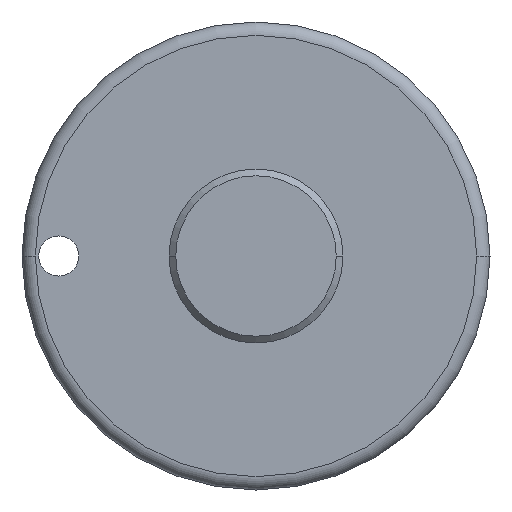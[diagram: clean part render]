
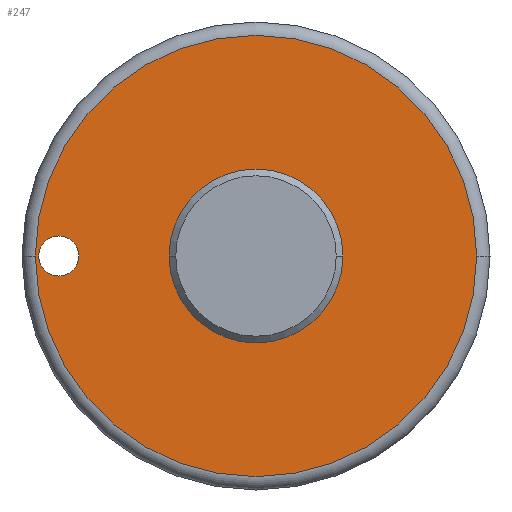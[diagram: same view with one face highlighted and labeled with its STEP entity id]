
A CAD part, left-side view. The second image highlights one B-rep face of the part: STEP entity #247.
In plain terms, the highlighted planar face has unit normal (-1, 0, 0).
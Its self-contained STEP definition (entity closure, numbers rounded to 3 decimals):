
#12 = DIRECTION ( 'NONE',  ( 0., -1., 0. ) ) ;
#16 = AXIS2_PLACEMENT_3D ( 'NONE', #177, #343, #957 ) ;
#97 = FACE_OUTER_BOUND ( 'NONE', #294, .T. ) ;
#118 = DIRECTION ( 'NONE',  ( 1., 0., 0. ) ) ;
#120 = DIRECTION ( 'NONE',  ( -1., 0., 0. ) ) ;
#129 = CARTESIAN_POINT ( 'NONE',  ( -71.681, 0.721, 0. ) ) ;
#136 = VERTEX_POINT ( 'NONE', #1085 ) ;
#166 = AXIS2_PLACEMENT_3D ( 'NONE', #511, #517, #12 ) ;
#177 = CARTESIAN_POINT ( 'NONE',  ( -71.681, 18.221, 0. ) ) ;
#180 = CIRCLE ( 'NONE', #807, 16.5 ) ;
#196 = VERTEX_POINT ( 'NONE', #823 ) ;
#223 = AXIS2_PLACEMENT_3D ( 'NONE', #539, #621, #526 ) ;
#247 = ADVANCED_FACE ( 'NONE', ( #1053, #97, #773 ), #595, .F. ) ;
#263 = EDGE_CURVE ( 'NONE', #196, #136, #946, .T. ) ;
#268 = DIRECTION ( 'NONE',  ( 0., 1., 0. ) ) ;
#280 = AXIS2_PLACEMENT_3D ( 'NONE', #335, #1039, #268 ) ;
#288 = EDGE_CURVE ( 'NONE', #316, #961, #1056, .T. ) ;
#294 = EDGE_LOOP ( 'NONE', ( #941, #630 ) ) ;
#295 = DIRECTION ( 'NONE',  ( 0., 1., 0. ) ) ;
#316 = VERTEX_POINT ( 'NONE', #966 ) ;
#335 = CARTESIAN_POINT ( 'NONE',  ( -71.681, 15.471, 0. ) ) ;
#339 = CARTESIAN_POINT ( 'NONE',  ( -71.681, 0.721, 0. ) ) ;
#343 = DIRECTION ( 'NONE',  ( 1., 0., 0. ) ) ;
#362 = AXIS2_PLACEMENT_3D ( 'NONE', #339, #700, #694 ) ;
#511 = CARTESIAN_POINT ( 'NONE',  ( -71.681, 0.721, 0. ) ) ;
#517 = DIRECTION ( 'NONE',  ( -1., 0., 0. ) ) ;
#526 = DIRECTION ( 'NONE',  ( 0., 1., 0. ) ) ;
#533 = CARTESIAN_POINT ( 'NONE',  ( -71.681, -5.779, 0. ) ) ;
#539 = CARTESIAN_POINT ( 'NONE',  ( -71.681, 0.721, 0. ) ) ;
#545 = CIRCLE ( 'NONE', #223, 16.5 ) ;
#595 = PLANE ( 'NONE',  #16 ) ;
#597 = CARTESIAN_POINT ( 'NONE',  ( -71.681, -15.779, 0. ) ) ;
#604 = VERTEX_POINT ( 'NONE', #910 ) ;
#606 = EDGE_LOOP ( 'NONE', ( #801, #932 ) ) ;
#614 = CIRCLE ( 'NONE', #921, 1.5 ) ;
#621 = DIRECTION ( 'NONE',  ( -1., 0., 0. ) ) ;
#630 = ORIENTED_EDGE ( 'NONE', *, *, #664, .T. ) ;
#664 = EDGE_CURVE ( 'NONE', #1028, #604, #180, .T. ) ;
#694 = DIRECTION ( 'NONE',  ( 0., -1., 0. ) ) ;
#700 = DIRECTION ( 'NONE',  ( -1., 0., 0. ) ) ;
#773 = FACE_BOUND ( 'NONE', #1065, .T. ) ;
#801 = ORIENTED_EDGE ( 'NONE', *, *, #963, .T. ) ;
#807 = AXIS2_PLACEMENT_3D ( 'NONE', #129, #120, #1058 ) ;
#816 = ORIENTED_EDGE ( 'NONE', *, *, #1029, .F. ) ;
#823 = CARTESIAN_POINT ( 'NONE',  ( -71.681, 13.971, 0. ) ) ;
#853 = ORIENTED_EDGE ( 'NONE', *, *, #288, .F. ) ;
#910 = CARTESIAN_POINT ( 'NONE',  ( -71.681, 17.221, 0. ) ) ;
#921 = AXIS2_PLACEMENT_3D ( 'NONE', #1042, #118, #295 ) ;
#932 = ORIENTED_EDGE ( 'NONE', *, *, #263, .T. ) ;
#941 = ORIENTED_EDGE ( 'NONE', *, *, #1011, .T. ) ;
#946 = CIRCLE ( 'NONE', #280, 1.5 ) ;
#957 = DIRECTION ( 'NONE',  ( 0., 1., 0. ) ) ;
#961 = VERTEX_POINT ( 'NONE', #533 ) ;
#963 = EDGE_CURVE ( 'NONE', #136, #196, #614, .T. ) ;
#966 = CARTESIAN_POINT ( 'NONE',  ( -71.681, 7.221, 0. ) ) ;
#968 = CIRCLE ( 'NONE', #362, 6.5 ) ;
#1011 = EDGE_CURVE ( 'NONE', #604, #1028, #545, .T. ) ;
#1028 = VERTEX_POINT ( 'NONE', #597 ) ;
#1029 = EDGE_CURVE ( 'NONE', #961, #316, #968, .T. ) ;
#1039 = DIRECTION ( 'NONE',  ( 1., 0., 0. ) ) ;
#1042 = CARTESIAN_POINT ( 'NONE',  ( -71.681, 15.471, 0. ) ) ;
#1053 = FACE_BOUND ( 'NONE', #606, .T. ) ;
#1056 = CIRCLE ( 'NONE', #166, 6.5 ) ;
#1058 = DIRECTION ( 'NONE',  ( 0., 1., 0. ) ) ;
#1065 = EDGE_LOOP ( 'NONE', ( #816, #853 ) ) ;
#1085 = CARTESIAN_POINT ( 'NONE',  ( -71.681, 16.971, 0. ) ) ;
